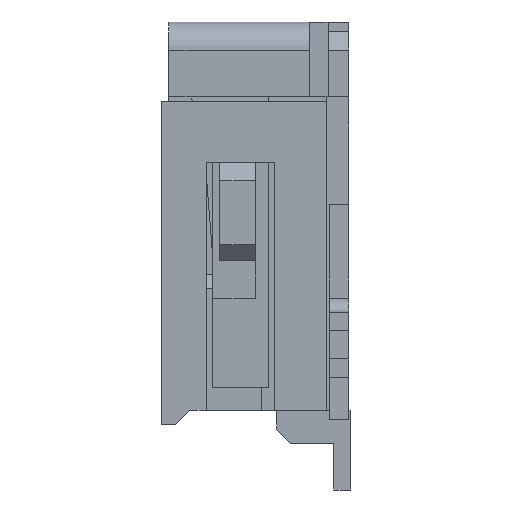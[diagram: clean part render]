
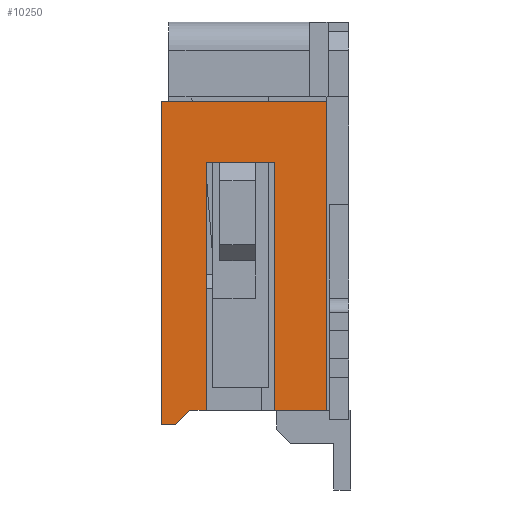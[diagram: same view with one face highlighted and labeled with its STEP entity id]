
A CAD part, left-side view. The second image highlights one B-rep face of the part: STEP entity #10250.
In plain terms, the highlighted planar face has unit normal (-1, 0, 0).
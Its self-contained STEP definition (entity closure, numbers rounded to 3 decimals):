
#3481=DIRECTION('',(0.,0.,-1.));
#3482=VECTOR('',#3481,3.3);
#3483=CARTESIAN_POINT('',(-4.15,0.24,3.45));
#3484=LINE('',#3483,#3482);
#3485=DIRECTION('',(0.,1.,0.));
#3486=VECTOR('',#3485,0.55);
#3487=CARTESIAN_POINT('',(-4.15,0.24,0.15));
#3488=LINE('',#3487,#3486);
#3489=DIRECTION('',(0.,0.,1.));
#3490=VECTOR('',#3489,2.65);
#3491=CARTESIAN_POINT('',(-4.15,0.79,0.15));
#3492=LINE('',#3491,#3490);
#3493=DIRECTION('',(0.,1.,0.));
#3494=VECTOR('',#3493,0.73);
#3495=CARTESIAN_POINT('',(-4.15,0.79,2.8));
#3496=LINE('',#3495,#3494);
#3497=DIRECTION('',(0.,0.,1.));
#3498=VECTOR('',#3497,2.65);
#3499=CARTESIAN_POINT('',(-4.15,1.52,0.15));
#3500=LINE('',#3499,#3498);
#3501=DIRECTION('',(0.,1.,0.));
#3502=VECTOR('',#3501,0.18);
#3503=CARTESIAN_POINT('',(-4.15,1.52,0.15));
#3504=LINE('',#3503,#3502);
#3505=DIRECTION('',(0.,-0.707,0.707));
#3506=VECTOR('',#3505,0.212);
#3507=CARTESIAN_POINT('',(-4.15,1.85,0.));
#3508=LINE('',#3507,#3506);
#3509=DIRECTION('',(0.,0.,1.));
#3510=VECTOR('',#3509,3.45);
#3511=CARTESIAN_POINT('',(-4.15,2.,0.));
#3512=LINE('',#3511,#3510);
#3513=DIRECTION('',(0.,-1.,0.));
#3514=VECTOR('',#3513,1.76);
#3515=CARTESIAN_POINT('',(-4.15,2.,3.45));
#3516=LINE('',#3515,#3514);
#3554=DIRECTION('',(0.,-1.,0.));
#3555=VECTOR('',#3554,0.15);
#3556=CARTESIAN_POINT('',(-4.15,2.,0.));
#3557=LINE('',#3556,#3555);
#4476=CARTESIAN_POINT('',(-4.15,2.,0.));
#4478=VERTEX_POINT('',#4476);
#4489=CARTESIAN_POINT('',(-4.15,1.85,0.));
#4491=VERTEX_POINT('',#4489);
#4495=CARTESIAN_POINT('',(-4.15,1.7,0.15));
#4496=VERTEX_POINT('',#4495);
#4511=CARTESIAN_POINT('',(-4.15,2.,3.45));
#4512=VERTEX_POINT('',#4511);
#4521=CARTESIAN_POINT('',(-4.15,0.79,2.8));
#4522=CARTESIAN_POINT('',(-4.15,1.52,2.8));
#4523=VERTEX_POINT('',#4521);
#4524=VERTEX_POINT('',#4522);
#4525=CARTESIAN_POINT('',(-4.15,1.52,0.15));
#4526=VERTEX_POINT('',#4525);
#4527=CARTESIAN_POINT('',(-4.15,0.79,0.15));
#4528=VERTEX_POINT('',#4527);
#4545=CARTESIAN_POINT('',(-4.15,0.24,3.45));
#4546=CARTESIAN_POINT('',(-4.15,0.24,0.15));
#4547=VERTEX_POINT('',#4545);
#4548=VERTEX_POINT('',#4546);
#10230=CARTESIAN_POINT('',(-4.15,2.,0.));
#10231=DIRECTION('',(-1.,0.,0.));
#10232=DIRECTION('',(0.,-1.,0.));
#10233=AXIS2_PLACEMENT_3D('',#10230,#10231,#10232);
#10234=PLANE('',#10233);
#10235=ORIENTED_EDGE('',*,*,#8444,.T.);
#10236=ORIENTED_EDGE('',*,*,#8559,.T.);
#10238=ORIENTED_EDGE('',*,*,#10237,.T.);
#10239=ORIENTED_EDGE('',*,*,#7532,.T.);
#10240=ORIENTED_EDGE('',*,*,#9375,.F.);
#10241=ORIENTED_EDGE('',*,*,#8549,.T.);
#10243=ORIENTED_EDGE('',*,*,#10242,.F.);
#10245=ORIENTED_EDGE('',*,*,#10244,.F.);
#10246=ORIENTED_EDGE('',*,*,#10189,.T.);
#10247=ORIENTED_EDGE('',*,*,#7410,.T.);
#10248=EDGE_LOOP('',(#10235,#10236,#10238,#10239,#10240,#10241,#10243,#10245,
#10246,#10247));
#10249=FACE_OUTER_BOUND('',#10248,.F.);
#10250=ADVANCED_FACE('',(#10249),#10234,.T.);
#7410=EDGE_CURVE('',#4512,#4547,#3516,.T.);
#7532=EDGE_CURVE('',#4523,#4524,#3496,.T.);
#8444=EDGE_CURVE('',#4547,#4548,#3484,.T.);
#8549=EDGE_CURVE('',#4526,#4496,#3504,.T.);
#8559=EDGE_CURVE('',#4548,#4528,#3488,.T.);
#9375=EDGE_CURVE('',#4526,#4524,#3500,.T.);
#10189=EDGE_CURVE('',#4478,#4512,#3512,.T.);
#10237=EDGE_CURVE('',#4528,#4523,#3492,.T.);
#10242=EDGE_CURVE('',#4491,#4496,#3508,.T.);
#10244=EDGE_CURVE('',#4478,#4491,#3557,.T.);
